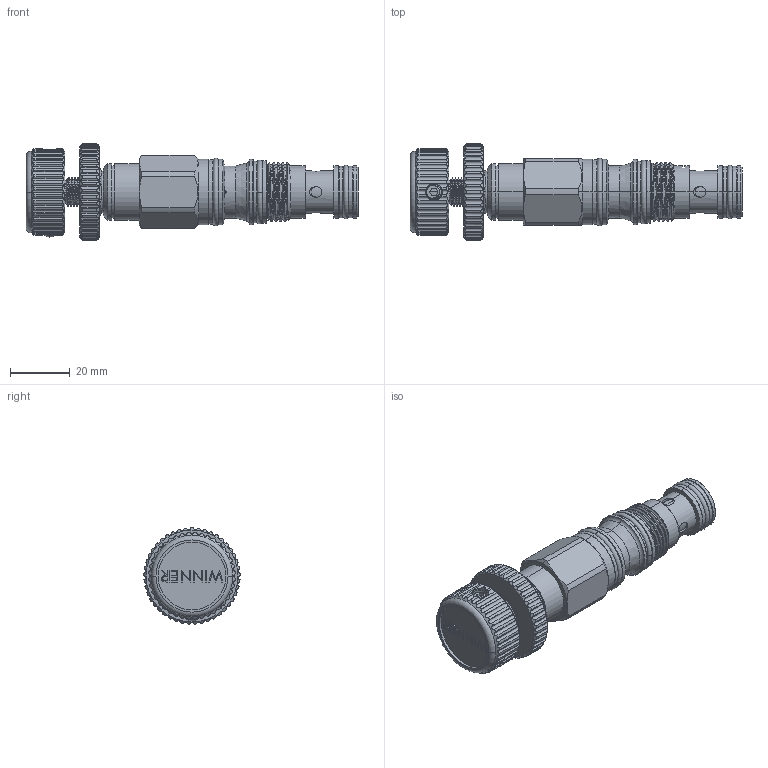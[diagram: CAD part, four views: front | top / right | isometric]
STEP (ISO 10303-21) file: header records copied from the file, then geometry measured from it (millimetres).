
FILE_DESCRIPTION (( 'STEP AP203' ), '1' );
FILE_NAME ('PG11A30-K.STEP', '2024-06-05T07:04:15', ( '' ), ( '' ), 'SwSTEP 2.0', 'SolidWorks 2018', '' );
FILE_SCHEMA (( 'CONFIG_CONTROL_DESIGN' ));
Length unit declared in the file: millimetre
Products named in the file (1): PG11A30-K
Bounding box: 111 x 32.2 x 32.18 mm (x, y, z)
Volume: 38853.8 mm3; surface area: 12606.4 mm2
Topology: 1 solids, 3 shells, 646 faces, 1718 edges, 1109 vertices
Faces by surface type: cylinder 382, plane 154, cone 58, bspline 32, torus 18, sphere 2
Entity records: 38822 total; most frequent: CARTESIAN_POINT 23623, ORIENTED_EDGE 3408, DIRECTION 2861, EDGE_CURVE 1704, VERTEX_POINT 1109, AXIS2_PLACEMENT_3D 1094, EDGE_LOOP 693, LINE 673
